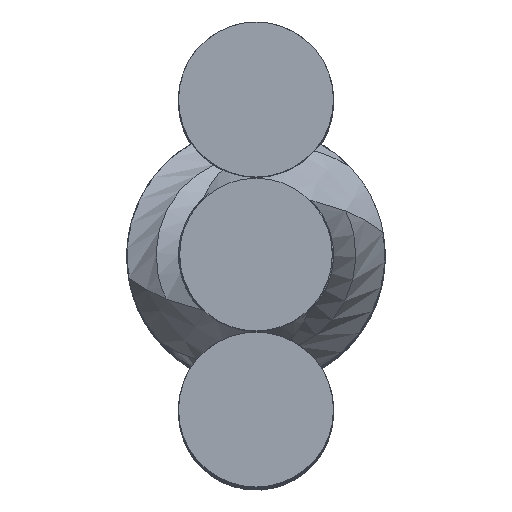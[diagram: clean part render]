
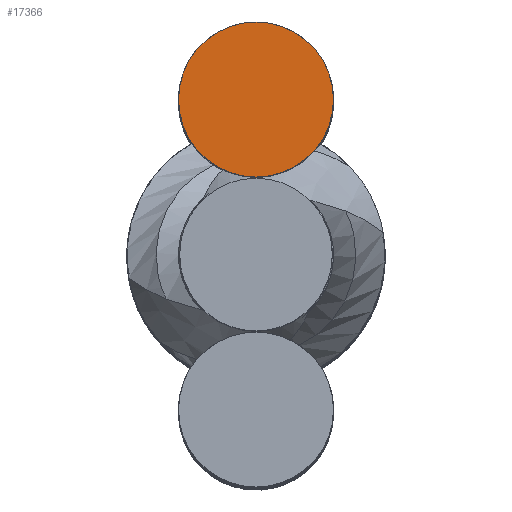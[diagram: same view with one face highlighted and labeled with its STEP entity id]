
A CAD part, top view. The second image highlights one B-rep face of the part: STEP entity #17366.
In plain terms, the highlighted planar face has unit normal (0, 0, 1).
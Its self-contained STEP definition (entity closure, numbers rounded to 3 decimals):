
#9734 = CYLINDRICAL_SURFACE('',#9735,65.5);
#9735 = AXIS2_PLACEMENT_3D('',#9736,#9737,#9738);
#9736 = CARTESIAN_POINT('',(0.,0.,1455.556));
#9737 = DIRECTION('',(-0.,-0.,-1.));
#9738 = DIRECTION('',(1.,0.,0.));
#15777 = VERTEX_POINT('',#15778);
#15778 = CARTESIAN_POINT('',(65.5,0.,1565.556));
#15799 = EDGE_CURVE('',#15777,#15777,#15800,.T.);
#15800 = SURFACE_CURVE('',#15801,(#15806,#15813),.PCURVE_S1.);
#15801 = CIRCLE('',#15802,65.5);
#15802 = AXIS2_PLACEMENT_3D('',#15803,#15804,#15805);
#15803 = CARTESIAN_POINT('',(0.,0.,1565.556));
#15804 = DIRECTION('',(0.,0.,1.));
#15805 = DIRECTION('',(1.,0.,-0.));
#15806 = PCURVE('',#9734,#15807);
#15807 = DEFINITIONAL_REPRESENTATION('',(#15808),#15812);
#15808 = LINE('',#15809,#15810);
#15809 = CARTESIAN_POINT('',(6.283,-110.));
#15810 = VECTOR('',#15811,1.);
#15811 = DIRECTION('',(-1.,0.));
#15812 = ( GEOMETRIC_REPRESENTATION_CONTEXT(2) 
PARAMETRIC_REPRESENTATION_CONTEXT() REPRESENTATION_CONTEXT('2D SPACE',''
  ) );
#15813 = PCURVE('',#15814,#15819);
#15814 = PLANE('',#15815);
#15815 = AXIS2_PLACEMENT_3D('',#15816,#15817,#15818);
#15816 = CARTESIAN_POINT('',(0.,0.,
    1565.556));
#15817 = DIRECTION('',(0.,0.,1.));
#15818 = DIRECTION('',(1.,0.,-0.));
#15819 = DEFINITIONAL_REPRESENTATION('',(#15820),#15824);
#15820 = CIRCLE('',#15821,65.5);
#15821 = AXIS2_PLACEMENT_2D('',#15822,#15823);
#15822 = CARTESIAN_POINT('',(0.,0.));
#15823 = DIRECTION('',(1.,0.));
#15824 = ( GEOMETRIC_REPRESENTATION_CONTEXT(2) 
PARAMETRIC_REPRESENTATION_CONTEXT() REPRESENTATION_CONTEXT('2D SPACE',''
  ) );
#17366 = ADVANCED_FACE('',(#17367),#15814,.T.);
#17367 = FACE_BOUND('',#17368,.T.);
#17368 = EDGE_LOOP('',(#17369));
#17369 = ORIENTED_EDGE('',*,*,#15799,.T.);
